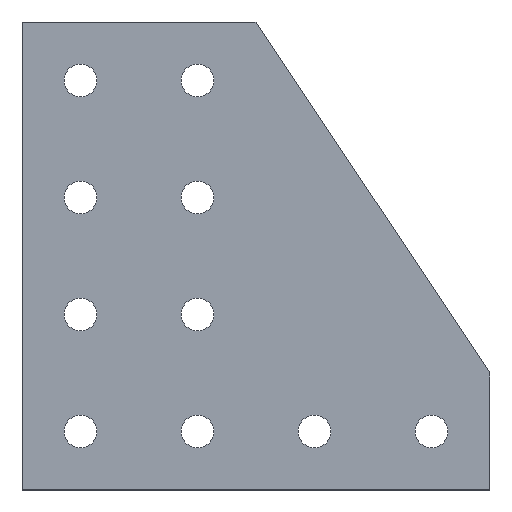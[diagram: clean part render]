
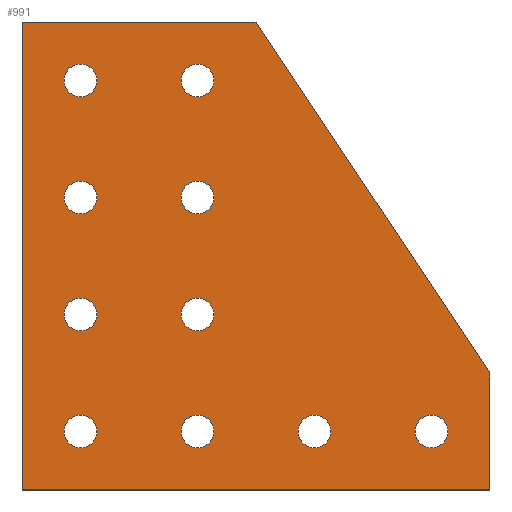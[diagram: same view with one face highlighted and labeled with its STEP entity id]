
A CAD part, top view. The second image highlights one B-rep face of the part: STEP entity #991.
In plain terms, the highlighted planar face has unit normal (0, 0, 1).
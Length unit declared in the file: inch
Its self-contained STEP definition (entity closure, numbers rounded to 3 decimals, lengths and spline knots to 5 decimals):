
#78=CARTESIAN_POINT('',(0.14,1.0,0.188));
#79=VERTEX_POINT('',#78);
#95=CARTESIAN_POINT('',(-0.14,1.0,0.188));
#96=VERTEX_POINT('',#95);
#103=CARTESIAN_POINT('',(0.0,1.0,0.188));
#104=DIRECTION('',(0.0,0.0,-1.0));
#105=DIRECTION('',(1.0,0.0,0.0));
#106=AXIS2_PLACEMENT_3D('',#103,#104,#105);
#107=CIRCLE('',#106,0.14);
#108=EDGE_CURVE('',#79,#96,#107,.T.);
#120=CARTESIAN_POINT('',(0.14,0.0,0.188));
#121=VERTEX_POINT('',#120);
#137=CARTESIAN_POINT('',(-0.14,0.,0.188));
#138=VERTEX_POINT('',#137);
#145=CARTESIAN_POINT('',(0.0,0.0,0.188));
#146=DIRECTION('',(0.0,0.0,-1.0));
#147=DIRECTION('',(1.0,0.0,0.0));
#148=AXIS2_PLACEMENT_3D('',#145,#146,#147);
#149=CIRCLE('',#148,0.14);
#150=EDGE_CURVE('',#121,#138,#149,.T.);
#162=CARTESIAN_POINT('',(1.14,0.0,0.188));
#163=VERTEX_POINT('',#162);
#179=CARTESIAN_POINT('',(0.86,0.,0.188));
#180=VERTEX_POINT('',#179);
#187=CARTESIAN_POINT('',(1.0,0.0,0.188));
#188=DIRECTION('',(0.0,0.0,-1.0));
#189=DIRECTION('',(1.0,0.0,0.0));
#190=AXIS2_PLACEMENT_3D('',#187,#188,#189);
#191=CIRCLE('',#190,0.14);
#192=EDGE_CURVE('',#163,#180,#191,.T.);
#204=CARTESIAN_POINT('',(1.14,1.0,0.188));
#205=VERTEX_POINT('',#204);
#221=CARTESIAN_POINT('',(0.86,1.0,0.188));
#222=VERTEX_POINT('',#221);
#229=CARTESIAN_POINT('',(1.0,1.0,0.188));
#230=DIRECTION('',(0.0,0.0,-1.0));
#231=DIRECTION('',(1.0,0.0,0.0));
#232=AXIS2_PLACEMENT_3D('',#229,#230,#231);
#233=CIRCLE('',#232,0.14);
#234=EDGE_CURVE('',#205,#222,#233,.T.);
#246=CARTESIAN_POINT('',(0.14,3.0,0.188));
#247=VERTEX_POINT('',#246);
#263=CARTESIAN_POINT('',(-0.14,3.0,0.188));
#264=VERTEX_POINT('',#263);
#271=CARTESIAN_POINT('',(0.0,3.0,0.188));
#272=DIRECTION('',(0.0,0.0,-1.0));
#273=DIRECTION('',(1.0,0.0,0.0));
#274=AXIS2_PLACEMENT_3D('',#271,#272,#273);
#275=CIRCLE('',#274,0.14);
#276=EDGE_CURVE('',#247,#264,#275,.T.);
#288=CARTESIAN_POINT('',(0.14,2.0,0.188));
#289=VERTEX_POINT('',#288);
#305=CARTESIAN_POINT('',(-0.14,2.0,0.188));
#306=VERTEX_POINT('',#305);
#313=CARTESIAN_POINT('',(0.0,2.0,0.188));
#314=DIRECTION('',(0.0,0.0,-1.0));
#315=DIRECTION('',(1.0,0.0,0.0));
#316=AXIS2_PLACEMENT_3D('',#313,#314,#315);
#317=CIRCLE('',#316,0.14);
#318=EDGE_CURVE('',#289,#306,#317,.T.);
#330=CARTESIAN_POINT('',(1.14,2.0,0.188));
#331=VERTEX_POINT('',#330);
#347=CARTESIAN_POINT('',(0.86,2.0,0.188));
#348=VERTEX_POINT('',#347);
#355=CARTESIAN_POINT('',(1.0,2.0,0.188));
#356=DIRECTION('',(0.0,0.0,-1.0));
#357=DIRECTION('',(1.0,0.0,0.0));
#358=AXIS2_PLACEMENT_3D('',#355,#356,#357);
#359=CIRCLE('',#358,0.14);
#360=EDGE_CURVE('',#331,#348,#359,.T.);
#372=CARTESIAN_POINT('',(1.14,3.0,0.188));
#373=VERTEX_POINT('',#372);
#389=CARTESIAN_POINT('',(0.86,3.0,0.188));
#390=VERTEX_POINT('',#389);
#397=CARTESIAN_POINT('',(1.0,3.0,0.188));
#398=DIRECTION('',(0.0,0.0,-1.0));
#399=DIRECTION('',(1.0,0.0,0.0));
#400=AXIS2_PLACEMENT_3D('',#397,#398,#399);
#401=CIRCLE('',#400,0.14);
#402=EDGE_CURVE('',#373,#390,#401,.T.);
#414=CARTESIAN_POINT('',(2.14,0.0,0.188));
#415=VERTEX_POINT('',#414);
#431=CARTESIAN_POINT('',(1.86,0.,0.188));
#432=VERTEX_POINT('',#431);
#439=CARTESIAN_POINT('',(2.0,0.0,0.188));
#440=DIRECTION('',(0.0,0.0,-1.0));
#441=DIRECTION('',(1.0,0.0,0.0));
#442=AXIS2_PLACEMENT_3D('',#439,#440,#441);
#443=CIRCLE('',#442,0.14);
#444=EDGE_CURVE('',#415,#432,#443,.T.);
#456=CARTESIAN_POINT('',(3.14,0.0,0.188));
#457=VERTEX_POINT('',#456);
#473=CARTESIAN_POINT('',(2.86,0.,0.188));
#474=VERTEX_POINT('',#473);
#481=CARTESIAN_POINT('',(3.0,0.0,0.188));
#482=DIRECTION('',(0.0,0.0,-1.0));
#483=DIRECTION('',(1.0,0.0,0.0));
#484=AXIS2_PLACEMENT_3D('',#481,#482,#483);
#485=CIRCLE('',#484,0.14);
#486=EDGE_CURVE('',#457,#474,#485,.T.);
#497=CARTESIAN_POINT('',(3.0,0.0,0.188));
#498=DIRECTION('',(0.0,0.0,-1.0));
#499=DIRECTION('',(1.0,0.0,0.0));
#500=AXIS2_PLACEMENT_3D('',#497,#498,#499);
#501=CIRCLE('',#500,0.14);
#502=EDGE_CURVE('',#474,#457,#501,.T.);
#521=CARTESIAN_POINT('',(2.0,0.0,0.188));
#522=DIRECTION('',(0.0,0.0,-1.0));
#523=DIRECTION('',(1.0,0.0,0.0));
#524=AXIS2_PLACEMENT_3D('',#521,#522,#523);
#525=CIRCLE('',#524,0.14);
#526=EDGE_CURVE('',#432,#415,#525,.T.);
#545=CARTESIAN_POINT('',(1.0,3.0,0.188));
#546=DIRECTION('',(0.0,0.0,-1.0));
#547=DIRECTION('',(1.0,0.0,0.0));
#548=AXIS2_PLACEMENT_3D('',#545,#546,#547);
#549=CIRCLE('',#548,0.14);
#550=EDGE_CURVE('',#390,#373,#549,.T.);
#569=CARTESIAN_POINT('',(1.0,2.0,0.188));
#570=DIRECTION('',(0.0,0.0,-1.0));
#571=DIRECTION('',(1.0,0.0,0.0));
#572=AXIS2_PLACEMENT_3D('',#569,#570,#571);
#573=CIRCLE('',#572,0.14);
#574=EDGE_CURVE('',#348,#331,#573,.T.);
#593=CARTESIAN_POINT('',(0.0,2.0,0.188));
#594=DIRECTION('',(0.0,0.0,-1.0));
#595=DIRECTION('',(1.0,0.0,0.0));
#596=AXIS2_PLACEMENT_3D('',#593,#594,#595);
#597=CIRCLE('',#596,0.14);
#598=EDGE_CURVE('',#306,#289,#597,.T.);
#617=CARTESIAN_POINT('',(0.0,3.0,0.188));
#618=DIRECTION('',(0.0,0.0,-1.0));
#619=DIRECTION('',(1.0,0.0,0.0));
#620=AXIS2_PLACEMENT_3D('',#617,#618,#619);
#621=CIRCLE('',#620,0.14);
#622=EDGE_CURVE('',#264,#247,#621,.T.);
#641=CARTESIAN_POINT('',(1.0,1.0,0.188));
#642=DIRECTION('',(0.0,0.0,-1.0));
#643=DIRECTION('',(1.0,0.0,0.0));
#644=AXIS2_PLACEMENT_3D('',#641,#642,#643);
#645=CIRCLE('',#644,0.14);
#646=EDGE_CURVE('',#222,#205,#645,.T.);
#665=CARTESIAN_POINT('',(1.0,0.0,0.188));
#666=DIRECTION('',(0.0,0.0,-1.0));
#667=DIRECTION('',(1.0,0.0,0.0));
#668=AXIS2_PLACEMENT_3D('',#665,#666,#667);
#669=CIRCLE('',#668,0.14);
#670=EDGE_CURVE('',#180,#163,#669,.T.);
#689=CARTESIAN_POINT('',(0.0,0.0,0.188));
#690=DIRECTION('',(0.0,0.0,-1.0));
#691=DIRECTION('',(1.0,0.0,0.0));
#692=AXIS2_PLACEMENT_3D('',#689,#690,#691);
#693=CIRCLE('',#692,0.14);
#694=EDGE_CURVE('',#138,#121,#693,.T.);
#713=CARTESIAN_POINT('',(0.0,1.0,0.188));
#714=DIRECTION('',(0.0,0.0,-1.0));
#715=DIRECTION('',(1.0,0.0,0.0));
#716=AXIS2_PLACEMENT_3D('',#713,#714,#715);
#717=CIRCLE('',#716,0.14);
#718=EDGE_CURVE('',#96,#79,#717,.T.);
#736=CARTESIAN_POINT('',(-0.5,-0.5,0.188));
#737=VERTEX_POINT('',#736);
#738=CARTESIAN_POINT('',(-0.5,3.5,0.188));
#739=VERTEX_POINT('',#738);
#740=CARTESIAN_POINT('',(-0.5,-0.5,0.188));
#741=DIRECTION('',(0.0,1.0,0.0));
#742=VECTOR('',#741,4.0);
#743=LINE('',#740,#742);
#744=EDGE_CURVE('',#737,#739,#743,.T.);
#776=CARTESIAN_POINT('',(1.5,3.5,0.188));
#777=VERTEX_POINT('',#776);
#778=CARTESIAN_POINT('',(-0.5,3.5,0.188));
#779=DIRECTION('',(1.0,0.0,0.0));
#780=VECTOR('',#779,2.0);
#781=LINE('',#778,#780);
#782=EDGE_CURVE('',#739,#777,#781,.T.);
#807=CARTESIAN_POINT('',(3.5,0.5,0.188));
#808=VERTEX_POINT('',#807);
#809=CARTESIAN_POINT('',(1.5,3.5,0.188));
#810=DIRECTION('',(0.555,-0.832,0.0));
#811=VECTOR('',#810,3.60555);
#812=LINE('',#809,#811);
#813=EDGE_CURVE('',#777,#808,#812,.T.);
#838=CARTESIAN_POINT('',(3.5,-0.5,0.188));
#839=VERTEX_POINT('',#838);
#840=CARTESIAN_POINT('',(3.5,0.5,0.188));
#841=DIRECTION('',(0.0,-1.0,0.0));
#842=VECTOR('',#841,1.0);
#843=LINE('',#840,#842);
#844=EDGE_CURVE('',#808,#839,#843,.T.);
#869=CARTESIAN_POINT('',(3.5,-0.5,0.188));
#870=DIRECTION('',(-1.0,0.0,0.0));
#871=VECTOR('',#870,4.0);
#872=LINE('',#869,#871);
#873=EDGE_CURVE('',#839,#737,#872,.T.);
#939=CARTESIAN_POINT('',(-0.5,-0.5,0.188));
#940=DIRECTION('',(0.0,0.0,-1.0));
#941=DIRECTION('',(-1.0,0.0,0.0));
#942=AXIS2_PLACEMENT_3D('',#939,#940,#941);
#943=PLANE('',#942);
#944=ORIENTED_EDGE('',*,*,#744,.F.);
#945=ORIENTED_EDGE('',*,*,#873,.F.);
#946=ORIENTED_EDGE('',*,*,#844,.F.);
#947=ORIENTED_EDGE('',*,*,#813,.F.);
#948=ORIENTED_EDGE('',*,*,#782,.F.);
#949=EDGE_LOOP('',(#944,#945,#946,#947,#948));
#950=FACE_OUTER_BOUND('',#949,.T.);
#951=ORIENTED_EDGE('',*,*,#486,.T.);
#952=ORIENTED_EDGE('',*,*,#502,.T.);
#953=EDGE_LOOP('',(#951,#952));
#954=FACE_BOUND('',#953,.T.);
#955=ORIENTED_EDGE('',*,*,#444,.T.);
#956=ORIENTED_EDGE('',*,*,#526,.T.);
#957=EDGE_LOOP('',(#955,#956));
#958=FACE_BOUND('',#957,.T.);
#959=ORIENTED_EDGE('',*,*,#402,.T.);
#960=ORIENTED_EDGE('',*,*,#550,.T.);
#961=EDGE_LOOP('',(#959,#960));
#962=FACE_BOUND('',#961,.T.);
#963=ORIENTED_EDGE('',*,*,#360,.T.);
#964=ORIENTED_EDGE('',*,*,#574,.T.);
#965=EDGE_LOOP('',(#963,#964));
#966=FACE_BOUND('',#965,.T.);
#967=ORIENTED_EDGE('',*,*,#318,.T.);
#968=ORIENTED_EDGE('',*,*,#598,.T.);
#969=EDGE_LOOP('',(#967,#968));
#970=FACE_BOUND('',#969,.T.);
#971=ORIENTED_EDGE('',*,*,#276,.T.);
#972=ORIENTED_EDGE('',*,*,#622,.T.);
#973=EDGE_LOOP('',(#971,#972));
#974=FACE_BOUND('',#973,.T.);
#975=ORIENTED_EDGE('',*,*,#234,.T.);
#976=ORIENTED_EDGE('',*,*,#646,.T.);
#977=EDGE_LOOP('',(#975,#976));
#978=FACE_BOUND('',#977,.T.);
#979=ORIENTED_EDGE('',*,*,#192,.T.);
#980=ORIENTED_EDGE('',*,*,#670,.T.);
#981=EDGE_LOOP('',(#979,#980));
#982=FACE_BOUND('',#981,.T.);
#983=ORIENTED_EDGE('',*,*,#150,.T.);
#984=ORIENTED_EDGE('',*,*,#694,.T.);
#985=EDGE_LOOP('',(#983,#984));
#986=FACE_BOUND('',#985,.T.);
#987=ORIENTED_EDGE('',*,*,#108,.T.);
#988=ORIENTED_EDGE('',*,*,#718,.T.);
#989=EDGE_LOOP('',(#987,#988));
#990=FACE_BOUND('',#989,.T.);
#991=ADVANCED_FACE('',(#950,#954,#958,#962,#966,#970,#974,#978,#982,#986,#990),#943,.F.);
